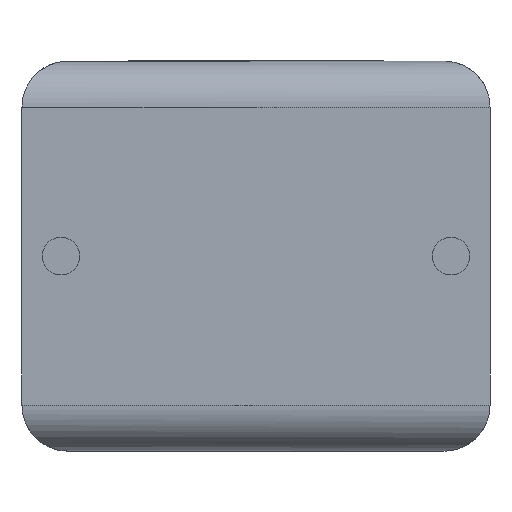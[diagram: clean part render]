
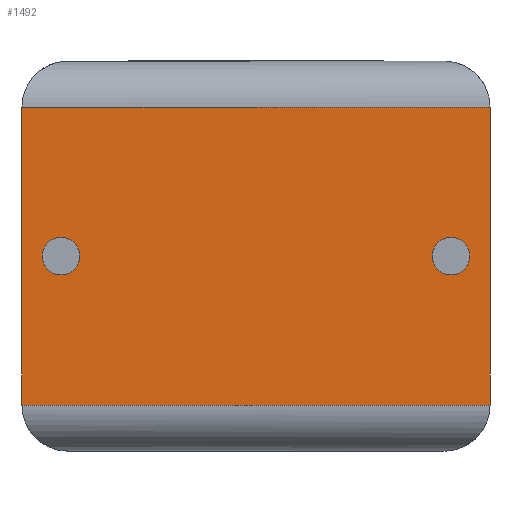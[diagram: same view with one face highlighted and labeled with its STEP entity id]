
A CAD part, front view. The second image highlights one B-rep face of the part: STEP entity #1492.
In plain terms, the highlighted planar face has unit normal (0, -1, 0).
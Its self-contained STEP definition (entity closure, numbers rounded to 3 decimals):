
#6 = AXIS2_PLACEMENT_3D ( 'NONE', #1600, #741, #140 ) ;
#25 = EDGE_CURVE ( 'NONE', #1770, #2022, #2358, .T. ) ;
#140 = DIRECTION ( 'NONE',  ( -1., 0., 0. ) ) ;
#171 = VERTEX_POINT ( 'NONE', #893 ) ;
#191 = CIRCLE ( 'NONE', #6, 0.305 ) ;
#349 = ORIENTED_EDGE ( 'NONE', *, *, #1410, .T. ) ;
#393 = CARTESIAN_POINT ( 'NONE',  ( 0., 0., 5.6 ) ) ;
#410 = DIRECTION ( 'NONE',  ( -1., 0., 0. ) ) ;
#426 = DIRECTION ( 'NONE',  ( 0., -1., 0. ) ) ;
#433 = CARTESIAN_POINT ( 'NONE',  ( 0., 0., 5.6 ) ) ;
#525 = VECTOR ( 'NONE', #2037, 1000. ) ;
#526 = PLANE ( 'NONE',  #1577 ) ;
#527 = ORIENTED_EDGE ( 'NONE', *, *, #2817, .T. ) ;
#597 = CIRCLE ( 'NONE', #2607, 0.305 ) ;
#735 = FACE_OUTER_BOUND ( 'NONE', #1840, .T. ) ;
#741 = DIRECTION ( 'NONE',  ( 0., 1., 0. ) ) ;
#871 = VERTEX_POINT ( 'NONE', #2804 ) ;
#893 = CARTESIAN_POINT ( 'NONE',  ( -0.94, 0., 3.175 ) ) ;
#1052 = ORIENTED_EDGE ( 'NONE', *, *, #3324, .T. ) ;
#1104 = CARTESIAN_POINT ( 'NONE',  ( 0., 0., 0.75 ) ) ;
#1210 = CARTESIAN_POINT ( 'NONE',  ( -7.62, 0., 6.35 ) ) ;
#1211 = VERTEX_POINT ( 'NONE', #2134 ) ;
#1294 = VERTEX_POINT ( 'NONE', #1579 ) ;
#1297 = LINE ( 'NONE', #1210, #525 ) ;
#1333 = FACE_BOUND ( 'NONE', #2230, .T. ) ;
#1410 = EDGE_CURVE ( 'NONE', #171, #3602, #191, .T. ) ;
#1446 = ORIENTED_EDGE ( 'NONE', *, *, #25, .F. ) ;
#1492 = ADVANCED_FACE ( 'NONE', ( #1333, #735, #1793 ), #526, .F. ) ;
#1577 = AXIS2_PLACEMENT_3D ( 'NONE', #2786, #1956, #3364 ) ;
#1579 = CARTESIAN_POINT ( 'NONE',  ( -7.62, 0., 5.6 ) ) ;
#1588 = DIRECTION ( 'NONE',  ( 0., -1., 0. ) ) ;
#1591 = DIRECTION ( 'NONE',  ( -1., 0., 0. ) ) ;
#1600 = CARTESIAN_POINT ( 'NONE',  ( -0.635, 0., 3.175 ) ) ;
#1607 = VECTOR ( 'NONE', #2586, 1000. ) ;
#1646 = DIRECTION ( 'NONE',  ( 0., 1., 0. ) ) ;
#1770 = VERTEX_POINT ( 'NONE', #393 ) ;
#1782 = CARTESIAN_POINT ( 'NONE',  ( 0., 0., 6.35 ) ) ;
#1790 = AXIS2_PLACEMENT_3D ( 'NONE', #3557, #426, #2700 ) ;
#1793 = FACE_BOUND ( 'NONE', #2187, .T. ) ;
#1840 = EDGE_LOOP ( 'NONE', ( #1446, #527, #3508, #2617 ) ) ;
#1951 = LINE ( 'NONE', #433, #2731 ) ;
#1956 = DIRECTION ( 'NONE',  ( 0., 1., 0. ) ) ;
#2022 = VERTEX_POINT ( 'NONE', #3393 ) ;
#2037 = DIRECTION ( 'NONE',  ( 0., 0., -1. ) ) ;
#2134 = CARTESIAN_POINT ( 'NONE',  ( -7.29, 0., 3.175 ) ) ;
#2187 = EDGE_LOOP ( 'NONE', ( #2417, #2447 ) ) ;
#2230 = EDGE_LOOP ( 'NONE', ( #349, #1052 ) ) ;
#2234 = EDGE_CURVE ( 'NONE', #2768, #1211, #2728, .T. ) ;
#2300 = AXIS2_PLACEMENT_3D ( 'NONE', #3248, #1588, #410 ) ;
#2358 = LINE ( 'NONE', #1782, #1607 ) ;
#2417 = ORIENTED_EDGE ( 'NONE', *, *, #3132, .F. ) ;
#2447 = ORIENTED_EDGE ( 'NONE', *, *, #2234, .F. ) ;
#2461 = CARTESIAN_POINT ( 'NONE',  ( -0.635, 0., 3.175 ) ) ;
#2478 = CARTESIAN_POINT ( 'NONE',  ( -6.68, 0., 3.175 ) ) ;
#2570 = EDGE_CURVE ( 'NONE', #1294, #871, #1297, .T. ) ;
#2586 = DIRECTION ( 'NONE',  ( 0., 0., -1. ) ) ;
#2607 = AXIS2_PLACEMENT_3D ( 'NONE', #2461, #1646, #3619 ) ;
#2617 = ORIENTED_EDGE ( 'NONE', *, *, #2940, .T. ) ;
#2700 = DIRECTION ( 'NONE',  ( -1., 0., 0. ) ) ;
#2728 = CIRCLE ( 'NONE', #1790, 0.305 ) ;
#2731 = VECTOR ( 'NONE', #1591, 1000. ) ;
#2768 = VERTEX_POINT ( 'NONE', #2478 ) ;
#2779 = CARTESIAN_POINT ( 'NONE',  ( -0.33, 0., 3.175 ) ) ;
#2786 = CARTESIAN_POINT ( 'NONE',  ( 0., 0., 6.35 ) ) ;
#2804 = CARTESIAN_POINT ( 'NONE',  ( -7.62, 0., 0.75 ) ) ;
#2817 = EDGE_CURVE ( 'NONE', #1770, #1294, #1951, .T. ) ;
#2883 = CIRCLE ( 'NONE', #2300, 0.305 ) ;
#2940 = EDGE_CURVE ( 'NONE', #871, #2022, #3478, .T. ) ;
#3029 = VECTOR ( 'NONE', #3634, 1000. ) ;
#3132 = EDGE_CURVE ( 'NONE', #1211, #2768, #2883, .T. ) ;
#3248 = CARTESIAN_POINT ( 'NONE',  ( -6.985, 0., 3.175 ) ) ;
#3324 = EDGE_CURVE ( 'NONE', #3602, #171, #597, .T. ) ;
#3364 = DIRECTION ( 'NONE',  ( -1., 0., 0. ) ) ;
#3393 = CARTESIAN_POINT ( 'NONE',  ( 0., 0., 0.75 ) ) ;
#3478 = LINE ( 'NONE', #1104, #3029 ) ;
#3508 = ORIENTED_EDGE ( 'NONE', *, *, #2570, .T. ) ;
#3557 = CARTESIAN_POINT ( 'NONE',  ( -6.985, 0., 3.175 ) ) ;
#3602 = VERTEX_POINT ( 'NONE', #2779 ) ;
#3619 = DIRECTION ( 'NONE',  ( -1., 0., 0. ) ) ;
#3634 = DIRECTION ( 'NONE',  ( 1., 0., 0. ) ) ;
